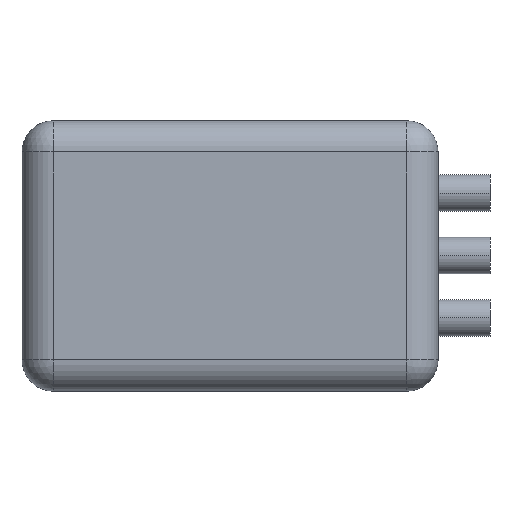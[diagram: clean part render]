
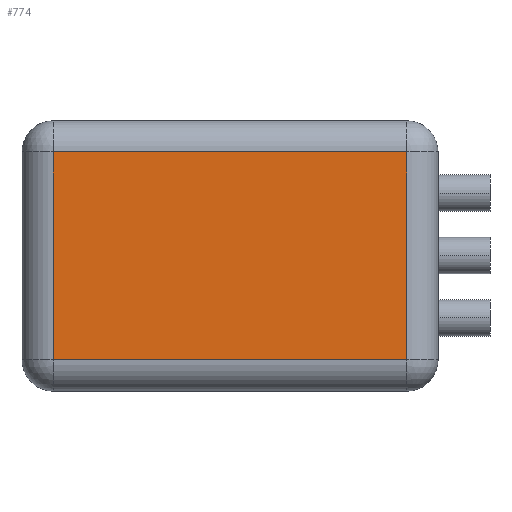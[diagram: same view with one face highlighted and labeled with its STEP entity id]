
A CAD part, top view. The second image highlights one B-rep face of the part: STEP entity #774.
In plain terms, the highlighted planar face has unit normal (0, 0, 1).
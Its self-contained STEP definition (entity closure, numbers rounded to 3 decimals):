
#150 = AXIS2_PLACEMENT_3D ( 'NONE', #499, #213, #865 ) ;
#159 = VERTEX_POINT ( 'NONE', #809 ) ;
#208 = CARTESIAN_POINT ( 'NONE',  ( -17., -10., 11. ) ) ;
#213 = DIRECTION ( 'NONE',  ( 0., 0., -1. ) ) ;
#222 = VECTOR ( 'NONE', #477, 1000. ) ;
#236 = DIRECTION ( 'NONE',  ( 0., 1., 0. ) ) ;
#239 = LINE ( 'NONE', #811, #831 ) ;
#258 = LINE ( 'NONE', #599, #222 ) ;
#317 = EDGE_LOOP ( 'NONE', ( #836, #806, #491, #675 ) ) ;
#364 = LINE ( 'NONE', #942, #934 ) ;
#396 = VECTOR ( 'NONE', #871, 1000. ) ;
#425 = CARTESIAN_POINT ( 'NONE',  ( 17., 10., 11. ) ) ;
#477 = DIRECTION ( 'NONE',  ( -1., 0., 0. ) ) ;
#484 = VERTEX_POINT ( 'NONE', #888 ) ;
#491 = ORIENTED_EDGE ( 'NONE', *, *, #531, .T. ) ;
#499 = CARTESIAN_POINT ( 'NONE',  ( 0., 0., 11. ) ) ;
#513 = EDGE_CURVE ( 'NONE', #159, #792, #735, .T. ) ;
#525 = CARTESIAN_POINT ( 'NONE',  ( -17., 0., 11. ) ) ;
#531 = EDGE_CURVE ( 'NONE', #484, #881, #364, .T. ) ;
#599 = CARTESIAN_POINT ( 'NONE',  ( 0., 10., 11. ) ) ;
#620 = EDGE_CURVE ( 'NONE', #881, #159, #258, .T. ) ;
#643 = FACE_OUTER_BOUND ( 'NONE', #317, .T. ) ;
#675 = ORIENTED_EDGE ( 'NONE', *, *, #620, .T. ) ;
#735 = LINE ( 'NONE', #525, #396 ) ;
#774 = ADVANCED_FACE ( 'NONE', ( #643 ), #941, .F. ) ;
#792 = VERTEX_POINT ( 'NONE', #208 ) ;
#806 = ORIENTED_EDGE ( 'NONE', *, *, #928, .T. ) ;
#809 = CARTESIAN_POINT ( 'NONE',  ( -17., 10., 11. ) ) ;
#811 = CARTESIAN_POINT ( 'NONE',  ( 0., -10., 11. ) ) ;
#819 = DIRECTION ( 'NONE',  ( 1., 0., 0. ) ) ;
#831 = VECTOR ( 'NONE', #819, 1000. ) ;
#836 = ORIENTED_EDGE ( 'NONE', *, *, #513, .T. ) ;
#865 = DIRECTION ( 'NONE',  ( -1., 0., 0. ) ) ;
#871 = DIRECTION ( 'NONE',  ( 0., -1., 0. ) ) ;
#881 = VERTEX_POINT ( 'NONE', #425 ) ;
#888 = CARTESIAN_POINT ( 'NONE',  ( 17., -10., 11. ) ) ;
#928 = EDGE_CURVE ( 'NONE', #792, #484, #239, .T. ) ;
#934 = VECTOR ( 'NONE', #236, 1000. ) ;
#941 = PLANE ( 'NONE',  #150 ) ;
#942 = CARTESIAN_POINT ( 'NONE',  ( 17., 0., 11. ) ) ;
